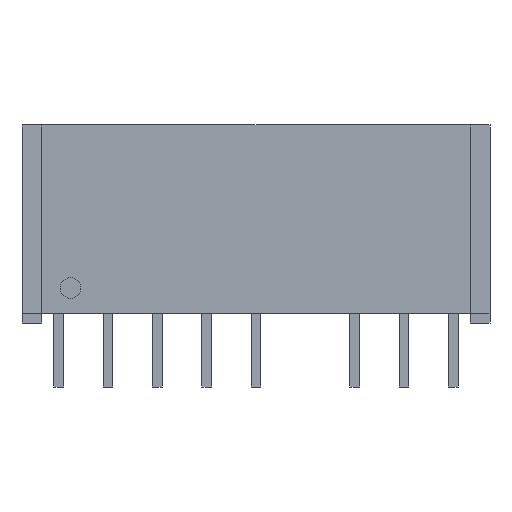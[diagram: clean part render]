
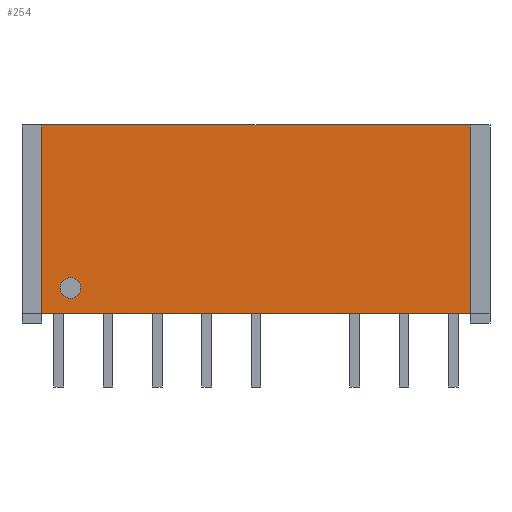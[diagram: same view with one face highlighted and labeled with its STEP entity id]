
A CAD part, front view. The second image highlights one B-rep face of the part: STEP entity #254.
In plain terms, the highlighted planar face has unit normal (0, -1, 0).
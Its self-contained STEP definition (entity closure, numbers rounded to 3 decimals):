
#168=CARTESIAN_POINT('',(-9.022,-2.4,1.805));
#169=VERTEX_POINT('',#168);
#178=CARTESIAN_POINT('',(-10.078,-2.4,1.805));
#179=VERTEX_POINT('',#178);
#180=CARTESIAN_POINT('',(-9.55,-2.4,1.805));
#181=DIRECTION('',(0.0,1.0,0.0));
#182=DIRECTION('',(1.0,0.0,0.0));
#183=AXIS2_PLACEMENT_3D('',#180,#181,#182);
#184=CIRCLE('',#183,0.528);
#185=EDGE_CURVE('',#179,#169,#184,.T.);
#205=CARTESIAN_POINT('',(-11.05,-2.4,1.508));
#206=DIRECTION('',(0.0,-1.0,0.0));
#207=DIRECTION('',(0.0,0.0,-1.0));
#208=AXIS2_PLACEMENT_3D('',#205,#206,#207);
#209=PLANE('',#208);
#210=CARTESIAN_POINT('',(-11.034,-2.4,10.2));
#211=VERTEX_POINT('',#210);
#212=CARTESIAN_POINT('',(-11.034,-2.4,0.508));
#213=VERTEX_POINT('',#212);
#214=CARTESIAN_POINT('',(-11.034,-2.4,10.2));
#215=DIRECTION('',(0.0,0.0,-1.0));
#216=VECTOR('',#215,9.692);
#217=LINE('',#214,#216);
#218=EDGE_CURVE('',#211,#213,#217,.T.);
#219=ORIENTED_EDGE('',*,*,#218,.T.);
#220=CARTESIAN_POINT('',(11.034,-2.4,0.508));
#221=VERTEX_POINT('',#220);
#222=CARTESIAN_POINT('',(-11.034,-2.4,0.508));
#223=DIRECTION('',(1.0,0.0,0.0));
#224=VECTOR('',#223,22.068);
#225=LINE('',#222,#224);
#226=EDGE_CURVE('',#213,#221,#225,.T.);
#227=ORIENTED_EDGE('',*,*,#226,.T.);
#228=CARTESIAN_POINT('',(11.034,-2.4,10.2));
#229=VERTEX_POINT('',#228);
#230=CARTESIAN_POINT('',(11.034,-2.4,0.508));
#231=DIRECTION('',(0.0,0.0,1.0));
#232=VECTOR('',#231,9.692);
#233=LINE('',#230,#232);
#234=EDGE_CURVE('',#221,#229,#233,.T.);
#235=ORIENTED_EDGE('',*,*,#234,.T.);
#236=CARTESIAN_POINT('',(11.034,-2.4,10.2));
#237=DIRECTION('',(-1.0,0.0,0.0));
#238=VECTOR('',#237,22.068);
#239=LINE('',#236,#238);
#240=EDGE_CURVE('',#229,#211,#239,.T.);
#241=ORIENTED_EDGE('',*,*,#240,.T.);
#242=EDGE_LOOP('',(#219,#227,#235,#241));
#243=FACE_OUTER_BOUND('',#242,.T.);
#244=CARTESIAN_POINT('',(-9.55,-2.4,1.805));
#245=DIRECTION('',(0.0,1.0,0.0));
#246=DIRECTION('',(1.0,0.0,0.0));
#247=AXIS2_PLACEMENT_3D('',#244,#245,#246);
#248=CIRCLE('',#247,0.528);
#249=EDGE_CURVE('',#169,#179,#248,.T.);
#250=ORIENTED_EDGE('',*,*,#249,.T.);
#251=ORIENTED_EDGE('',*,*,#185,.T.);
#252=EDGE_LOOP('',(#250,#251));
#253=FACE_BOUND('',#252,.T.);
#254=ADVANCED_FACE('',(#243,#253),#209,.T.);
